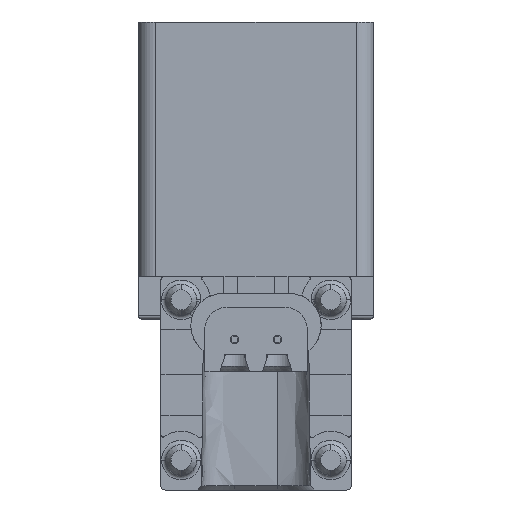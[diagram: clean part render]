
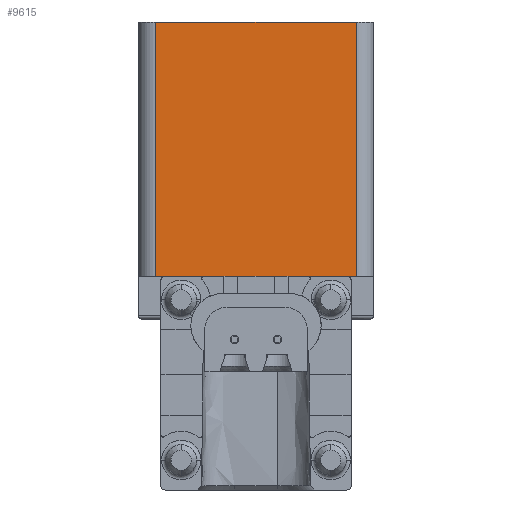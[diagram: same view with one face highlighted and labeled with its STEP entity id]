
A CAD part, front view. The second image highlights one B-rep face of the part: STEP entity #9615.
In plain terms, the highlighted planar face has unit normal (0, -1, 0).
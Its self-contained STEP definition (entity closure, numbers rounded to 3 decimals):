
#391 = EDGE_CURVE ( 'NONE', #2619, #16187, #16182, .T. ) ;
#825 = EDGE_CURVE ( 'NONE', #8577, #16804, #4825, .T. ) ;
#1083 = CARTESIAN_POINT ( 'NONE',  ( 4.7, -4.65, 7.7 ) ) ;
#1300 = CARTESIAN_POINT ( 'NONE',  ( -1.5, -4.65, -4.2 ) ) ;
#1767 = ORIENTED_EDGE ( 'NONE', *, *, #10114, .F. ) ;
#2075 = CARTESIAN_POINT ( 'NONE',  ( -0.85, -4.65, -4.2 ) ) ;
#2619 = VERTEX_POINT ( 'NONE', #8594 ) ;
#2686 = CARTESIAN_POINT ( 'NONE',  ( 4.25, -4.65, -4.2 ) ) ;
#2938 = LINE ( 'NONE', #2939, #18231 ) ;
#2939 = CARTESIAN_POINT ( 'NONE',  ( -4.7, -4.65, 7.7 ) ) ;
#3576 = LINE ( 'NONE', #10226, #24870 ) ;
#3697 = VERTEX_POINT ( 'NONE', #11128 ) ;
#3776 = ORIENTED_EDGE ( 'NONE', *, *, #23745, .F. ) ;
#4005 = LINE ( 'NONE', #5602, #8725 ) ;
#4203 = ORIENTED_EDGE ( 'NONE', *, *, #391, .F. ) ;
#4484 = VERTEX_POINT ( 'NONE', #12828 ) ;
#4596 = FACE_OUTER_BOUND ( 'NONE', #16351, .T. ) ;
#4764 = CARTESIAN_POINT ( 'NONE',  ( -4.7, -4.65, -4.2 ) ) ;
#4825 = LINE ( 'NONE', #2686, #7354 ) ;
#5389 = LINE ( 'NONE', #5502, #23524 ) ;
#5502 = CARTESIAN_POINT ( 'NONE',  ( 4.25, -4.65, -4.2 ) ) ;
#5602 = CARTESIAN_POINT ( 'NONE',  ( 4.25, -4.65, -4.2 ) ) ;
#5906 = VERTEX_POINT ( 'NONE', #23361 ) ;
#6138 = DIRECTION ( 'NONE',  ( 0., 1., 0. ) ) ;
#6141 = CARTESIAN_POINT ( 'NONE',  ( 4.7, -4.65, 7.7 ) ) ;
#7248 = CARTESIAN_POINT ( 'NONE',  ( 4.25, -4.65, -4.2 ) ) ;
#7354 = VECTOR ( 'NONE', #24722, 1000. ) ;
#7654 = VECTOR ( 'NONE', #8154, 1000. ) ;
#7706 = DIRECTION ( 'NONE',  ( -1., 0., 0. ) ) ;
#7886 = CARTESIAN_POINT ( 'NONE',  ( 4.7, -4.65, 7.7 ) ) ;
#7964 = LINE ( 'NONE', #6141, #7654 ) ;
#8147 = PLANE ( 'NONE',  #13445 ) ;
#8154 = DIRECTION ( 'NONE',  ( 0., 0., -1. ) ) ;
#8210 = DIRECTION ( 'NONE',  ( -1., 0., 0. ) ) ;
#8577 = VERTEX_POINT ( 'NONE', #1300 ) ;
#8594 = CARTESIAN_POINT ( 'NONE',  ( 4.7, -4.65, -4.2 ) ) ;
#8725 = VECTOR ( 'NONE', #15541, 1000. ) ;
#8860 = DIRECTION ( 'NONE',  ( 1., 0., 0. ) ) ;
#9059 = DIRECTION ( 'NONE',  ( -1., 0., 0. ) ) ;
#9236 = LINE ( 'NONE', #1083, #19237 ) ;
#9615 = ADVANCED_FACE ( 'NONE', ( #4596 ), #8147, .F. ) ;
#9785 = ORIENTED_EDGE ( 'NONE', *, *, #825, .F. ) ;
#10114 = EDGE_CURVE ( 'NONE', #4484, #3697, #9236, .T. ) ;
#10226 = CARTESIAN_POINT ( 'NONE',  ( 4.25, -4.65, -4.2 ) ) ;
#10805 = DIRECTION ( 'NONE',  ( 0., 0., -1. ) ) ;
#10947 = ORIENTED_EDGE ( 'NONE', *, *, #22395, .F. ) ;
#11128 = CARTESIAN_POINT ( 'NONE',  ( 4.7, -4.65, 7.7 ) ) ;
#11922 = EDGE_CURVE ( 'NONE', #5906, #16454, #3576, .T. ) ;
#12540 = VECTOR ( 'NONE', #9059, 1000. ) ;
#12828 = CARTESIAN_POINT ( 'NONE',  ( -4.7, -4.65, 7.7 ) ) ;
#13445 = AXIS2_PLACEMENT_3D ( 'NONE', #7886, #6138, #19959 ) ;
#13789 = LINE ( 'NONE', #14765, #12540 ) ;
#14458 = ORIENTED_EDGE ( 'NONE', *, *, #17784, .F. ) ;
#14765 = CARTESIAN_POINT ( 'NONE',  ( 4.25, -4.65, -4.2 ) ) ;
#15541 = DIRECTION ( 'NONE',  ( -1., 0., 0. ) ) ;
#16182 = LINE ( 'NONE', #7248, #19671 ) ;
#16187 = VERTEX_POINT ( 'NONE', #24669 ) ;
#16351 = EDGE_LOOP ( 'NONE', ( #22108, #16390, #9785, #10947, #16654, #16996, #14458, #4203, #3776, #1767 ) ) ;
#16390 = ORIENTED_EDGE ( 'NONE', *, *, #24417, .F. ) ;
#16454 = VERTEX_POINT ( 'NONE', #18272 ) ;
#16654 = ORIENTED_EDGE ( 'NONE', *, *, #22441, .F. ) ;
#16804 = VERTEX_POINT ( 'NONE', #21619 ) ;
#16996 = ORIENTED_EDGE ( 'NONE', *, *, #11922, .F. ) ;
#17784 = EDGE_CURVE ( 'NONE', #16187, #5906, #13789, .T. ) ;
#18059 = VECTOR ( 'NONE', #7706, 1000. ) ;
#18231 = VECTOR ( 'NONE', #10805, 1000. ) ;
#18272 = CARTESIAN_POINT ( 'NONE',  ( 0.85, -4.65, -4.2 ) ) ;
#19237 = VECTOR ( 'NONE', #8860, 1000. ) ;
#19360 = LINE ( 'NONE', #19513, #18059 ) ;
#19494 = DIRECTION ( 'NONE',  ( -1., 0., 0. ) ) ;
#19513 = CARTESIAN_POINT ( 'NONE',  ( 4.25, -4.65, -4.2 ) ) ;
#19671 = VECTOR ( 'NONE', #23050, 1000. ) ;
#19959 = DIRECTION ( 'NONE',  ( -1., 0., 0. ) ) ;
#21619 = CARTESIAN_POINT ( 'NONE',  ( -2.45, -4.65, -4.2 ) ) ;
#22108 = ORIENTED_EDGE ( 'NONE', *, *, #25262, .T. ) ;
#22395 = EDGE_CURVE ( 'NONE', #24965, #8577, #19360, .T. ) ;
#22441 = EDGE_CURVE ( 'NONE', #16454, #24965, #4005, .T. ) ;
#23050 = DIRECTION ( 'NONE',  ( -1., 0., 0. ) ) ;
#23304 = VERTEX_POINT ( 'NONE', #4764 ) ;
#23361 = CARTESIAN_POINT ( 'NONE',  ( 1.5, -4.65, -4.2 ) ) ;
#23524 = VECTOR ( 'NONE', #19494, 1000. ) ;
#23745 = EDGE_CURVE ( 'NONE', #3697, #2619, #7964, .T. ) ;
#24417 = EDGE_CURVE ( 'NONE', #16804, #23304, #5389, .T. ) ;
#24669 = CARTESIAN_POINT ( 'NONE',  ( 2.45, -4.65, -4.2 ) ) ;
#24722 = DIRECTION ( 'NONE',  ( -1., 0., 0. ) ) ;
#24870 = VECTOR ( 'NONE', #8210, 1000. ) ;
#24965 = VERTEX_POINT ( 'NONE', #2075 ) ;
#25262 = EDGE_CURVE ( 'NONE', #4484, #23304, #2938, .T. ) ;
